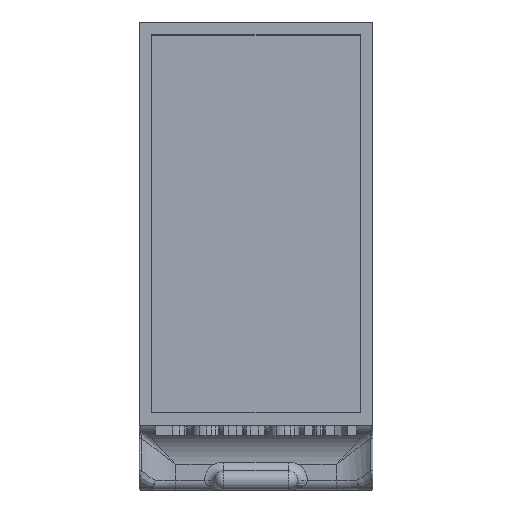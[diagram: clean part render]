
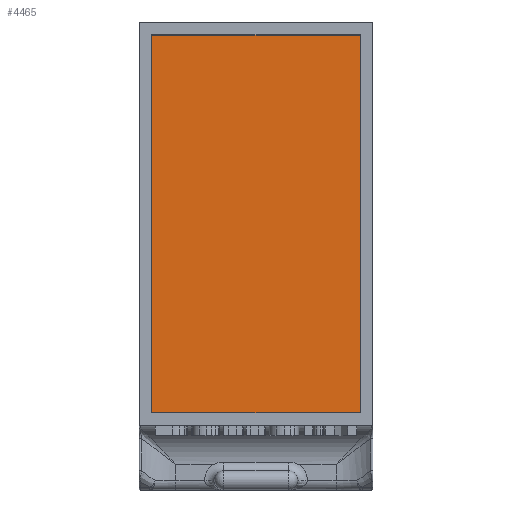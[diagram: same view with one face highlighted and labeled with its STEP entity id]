
A CAD part, top view. The second image highlights one B-rep face of the part: STEP entity #4465.
In plain terms, the highlighted planar face has unit normal (0, 0, 1).
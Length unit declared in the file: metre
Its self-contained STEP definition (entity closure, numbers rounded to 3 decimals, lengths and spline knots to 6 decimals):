
#821=ORIENTED_EDGE('',*,*,#2156,.F.);
#822=ORIENTED_EDGE('',*,*,#2152,.F.);
#823=ORIENTED_EDGE('',*,*,#2149,.T.);
#824=ORIENTED_EDGE('',*,*,#2146,.T.);
#2146=EDGE_CURVE('',#2819,#2818,#3178,.T.);
#2149=EDGE_CURVE('',#2821,#2819,#3181,.T.);
#2152=EDGE_CURVE('',#2821,#2823,#3184,.T.);
#2156=EDGE_CURVE('',#2823,#2818,#3188,.T.);
#2818=VERTEX_POINT('',#6947);
#2819=VERTEX_POINT('',#6949);
#2821=VERTEX_POINT('',#6955);
#2823=VERTEX_POINT('',#6961);
#3178=LINE('',#6948,#3548);
#3181=LINE('',#6954,#3551);
#3184=LINE('',#6960,#3554);
#3188=LINE('',#6967,#3558);
#3548=VECTOR('',#5396,1.);
#3551=VECTOR('',#5401,1.);
#3554=VECTOR('',#5406,1.);
#3558=VECTOR('',#5412,1.);
#3859=EDGE_LOOP('',(#821,#822,#823,#824));
#4117=FACE_BOUND('',#3859,.T.);
#4348=PLANE('',#4803);
#4465=ADVANCED_FACE('',(#4117),#4348,.T.);
#4803=AXIS2_PLACEMENT_3D('',#6971,#5419,#5420);
#5396=DIRECTION('',(0.,1.,0.));
#5401=DIRECTION('',(1.,0.,0.));
#5406=DIRECTION('',(0.,1.,0.));
#5412=DIRECTION('',(1.,0.,0.));
#5419=DIRECTION('',(0.,0.,1.));
#5420=DIRECTION('',(1.,0.,0.));
#6947=CARTESIAN_POINT('',(0.01625,0.020985,0.0035));
#6948=CARTESIAN_POINT('',(0.01625,-0.008515,0.0035));
#6949=CARTESIAN_POINT('',(0.01625,-0.038015,0.0035));
#6954=CARTESIAN_POINT('',(-0.008125,-0.038015,0.0035));
#6955=CARTESIAN_POINT('',(-0.01625,-0.038015,0.0035));
#6960=CARTESIAN_POINT('',(-0.01625,-0.008515,0.0035));
#6961=CARTESIAN_POINT('',(-0.01625,0.020985,0.0035));
#6967=CARTESIAN_POINT('',(0.,0.020985,0.0035));
#6971=CARTESIAN_POINT('',(0.05,0.,0.0035));
